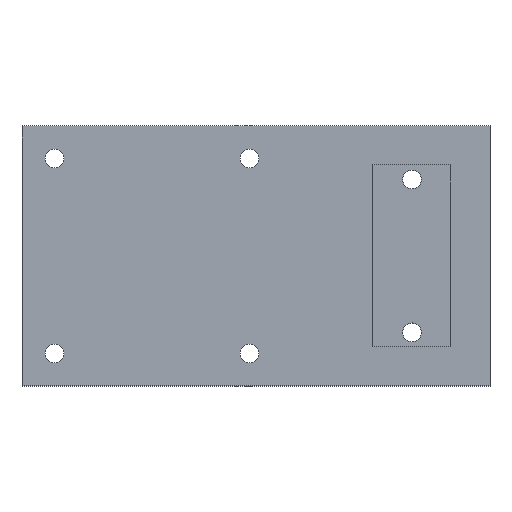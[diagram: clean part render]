
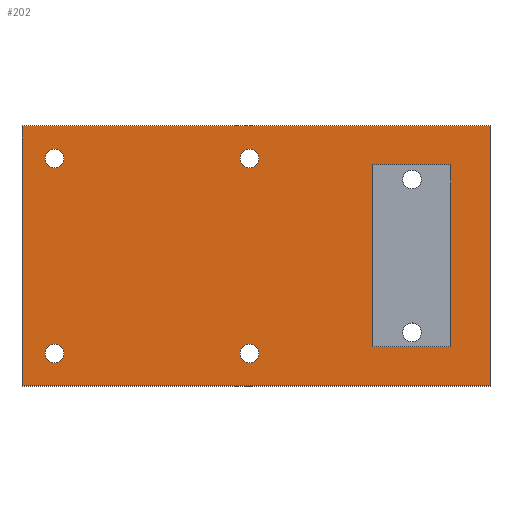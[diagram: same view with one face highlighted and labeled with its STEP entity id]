
A CAD part, top view. The second image highlights one B-rep face of the part: STEP entity #202.
In plain terms, the highlighted planar face has unit normal (0, 0, 1).
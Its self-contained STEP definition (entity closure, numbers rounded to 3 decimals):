
#24 = VERTEX_POINT('',#25);
#25 = CARTESIAN_POINT('',(-57.15,31.75,12.7));
#31 = EDGE_CURVE('',#24,#32,#34,.T.);
#32 = VERTEX_POINT('',#33);
#33 = CARTESIAN_POINT('',(-57.15,-31.75,12.7));
#34 = LINE('',#35,#36);
#35 = CARTESIAN_POINT('',(-57.15,31.75,12.7));
#36 = VECTOR('',#37,1.);
#37 = DIRECTION('',(0.,-1.,0.));
#64 = VERTEX_POINT('',#65);
#65 = CARTESIAN_POINT('',(57.15,31.75,12.7));
#71 = EDGE_CURVE('',#64,#24,#72,.T.);
#72 = LINE('',#73,#74);
#73 = CARTESIAN_POINT('',(57.15,31.75,12.7));
#74 = VECTOR('',#75,1.);
#75 = DIRECTION('',(-1.,0.,0.));
#93 = EDGE_CURVE('',#32,#94,#96,.T.);
#94 = VERTEX_POINT('',#95);
#95 = CARTESIAN_POINT('',(57.15,-31.75,12.7));
#96 = LINE('',#97,#98);
#97 = CARTESIAN_POINT('',(-57.15,-31.75,12.7));
#98 = VECTOR('',#99,1.);
#99 = DIRECTION('',(1.,0.,0.));
#202 = ADVANCED_FACE('',(#203,#214,#225,#236,#247,#281),#292,.T.);
#203 = FACE_BOUND('',#204,.T.);
#204 = EDGE_LOOP('',(#205,#206,#207,#213));
#205 = ORIENTED_EDGE('',*,*,#31,.T.);
#206 = ORIENTED_EDGE('',*,*,#93,.T.);
#207 = ORIENTED_EDGE('',*,*,#208,.T.);
#208 = EDGE_CURVE('',#94,#64,#209,.T.);
#209 = LINE('',#210,#211);
#210 = CARTESIAN_POINT('',(57.15,-31.75,12.7));
#211 = VECTOR('',#212,1.);
#212 = DIRECTION('',(0.,1.,0.));
#213 = ORIENTED_EDGE('',*,*,#71,.T.);
#214 = FACE_BOUND('',#215,.T.);
#215 = EDGE_LOOP('',(#216));
#216 = ORIENTED_EDGE('',*,*,#217,.F.);
#217 = EDGE_CURVE('',#218,#218,#220,.T.);
#218 = VERTEX_POINT('',#219);
#219 = CARTESIAN_POINT('',(-46.927,-23.813,12.7));
#220 = CIRCLE('',#221,2.286);
#221 = AXIS2_PLACEMENT_3D('',#222,#223,#224);
#222 = CARTESIAN_POINT('',(-49.213,-23.813,12.7));
#223 = DIRECTION('',(0.,0.,1.));
#224 = DIRECTION('',(1.,0.,0.));
#225 = FACE_BOUND('',#226,.T.);
#226 = EDGE_LOOP('',(#227));
#227 = ORIENTED_EDGE('',*,*,#228,.F.);
#228 = EDGE_CURVE('',#229,#229,#231,.T.);
#229 = VERTEX_POINT('',#230);
#230 = CARTESIAN_POINT('',(0.699,-23.813,12.7));
#231 = CIRCLE('',#232,2.286);
#232 = AXIS2_PLACEMENT_3D('',#233,#234,#235);
#233 = CARTESIAN_POINT('',(-1.588,-23.813,12.7));
#234 = DIRECTION('',(0.,0.,1.));
#235 = DIRECTION('',(1.,0.,0.));
#236 = FACE_BOUND('',#237,.T.);
#237 = EDGE_LOOP('',(#238));
#238 = ORIENTED_EDGE('',*,*,#239,.F.);
#239 = EDGE_CURVE('',#240,#240,#242,.T.);
#240 = VERTEX_POINT('',#241);
#241 = CARTESIAN_POINT('',(-46.927,23.813,12.7));
#242 = CIRCLE('',#243,2.286);
#243 = AXIS2_PLACEMENT_3D('',#244,#245,#246);
#244 = CARTESIAN_POINT('',(-49.213,23.813,12.7));
#245 = DIRECTION('',(0.,0.,1.));
#246 = DIRECTION('',(1.,0.,0.));
#247 = FACE_BOUND('',#248,.T.);
#248 = EDGE_LOOP('',(#249,#259,#267,#275));
#249 = ORIENTED_EDGE('',*,*,#250,.F.);
#250 = EDGE_CURVE('',#251,#253,#255,.T.);
#251 = VERTEX_POINT('',#252);
#252 = CARTESIAN_POINT('',(28.575,22.225,12.7));
#253 = VERTEX_POINT('',#254);
#254 = CARTESIAN_POINT('',(28.575,-22.225,12.7));
#255 = LINE('',#256,#257);
#256 = CARTESIAN_POINT('',(28.575,22.225,12.7));
#257 = VECTOR('',#258,1.);
#258 = DIRECTION('',(0.,-1.,0.));
#259 = ORIENTED_EDGE('',*,*,#260,.F.);
#260 = EDGE_CURVE('',#261,#251,#263,.T.);
#261 = VERTEX_POINT('',#262);
#262 = CARTESIAN_POINT('',(47.625,22.225,12.7));
#263 = LINE('',#264,#265);
#264 = CARTESIAN_POINT('',(47.625,22.225,12.7));
#265 = VECTOR('',#266,1.);
#266 = DIRECTION('',(-1.,0.,0.));
#267 = ORIENTED_EDGE('',*,*,#268,.F.);
#268 = EDGE_CURVE('',#269,#261,#271,.T.);
#269 = VERTEX_POINT('',#270);
#270 = CARTESIAN_POINT('',(47.625,-22.225,12.7));
#271 = LINE('',#272,#273);
#272 = CARTESIAN_POINT('',(47.625,-22.225,12.7));
#273 = VECTOR('',#274,1.);
#274 = DIRECTION('',(0.,1.,0.));
#275 = ORIENTED_EDGE('',*,*,#276,.F.);
#276 = EDGE_CURVE('',#253,#269,#277,.T.);
#277 = LINE('',#278,#279);
#278 = CARTESIAN_POINT('',(28.575,-22.225,12.7));
#279 = VECTOR('',#280,1.);
#280 = DIRECTION('',(1.,0.,0.));
#281 = FACE_BOUND('',#282,.T.);
#282 = EDGE_LOOP('',(#283));
#283 = ORIENTED_EDGE('',*,*,#284,.F.);
#284 = EDGE_CURVE('',#285,#285,#287,.T.);
#285 = VERTEX_POINT('',#286);
#286 = CARTESIAN_POINT('',(0.699,23.813,12.7));
#287 = CIRCLE('',#288,2.286);
#288 = AXIS2_PLACEMENT_3D('',#289,#290,#291);
#289 = CARTESIAN_POINT('',(-1.588,23.813,12.7));
#290 = DIRECTION('',(0.,0.,1.));
#291 = DIRECTION('',(1.,0.,0.));
#292 = PLANE('',#293);
#293 = AXIS2_PLACEMENT_3D('',#294,#295,#296);
#294 = CARTESIAN_POINT('',(-2.994,0.,12.7));
#295 = DIRECTION('',(0.,0.,1.));
#296 = DIRECTION('',(1.,0.,0.));
